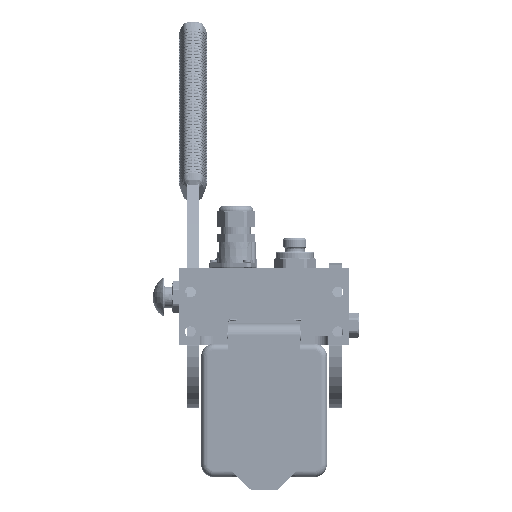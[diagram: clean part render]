
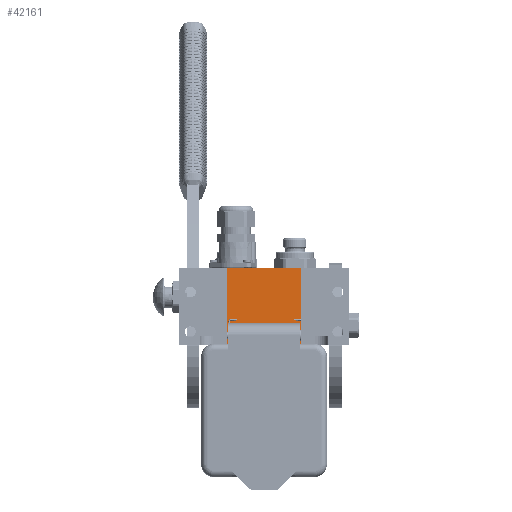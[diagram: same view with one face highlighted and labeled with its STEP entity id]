
A CAD part, left-side view. The second image highlights one B-rep face of the part: STEP entity #42161.
In plain terms, the highlighted face is planar.
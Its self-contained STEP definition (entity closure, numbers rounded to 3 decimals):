
#3550 = DIRECTION ( 'NONE',  ( -1., 0., 0. ) ) ;
#5212 = AXIS2_PLACEMENT_3D ( 'NONE', #144428, #177020, #3550 ) ;
#17344 = CARTESIAN_POINT ( 'NONE',  ( 29., 60.2, -107.5 ) ) ;
#19051 = LINE ( 'NONE', #17344, #88391 ) ;
#19110 = LINE ( 'NONE', #69707, #53828 ) ;
#19908 = CARTESIAN_POINT ( 'NONE',  ( 29., 60.2, -107.5 ) ) ;
#23941 = EDGE_LOOP ( 'NONE', ( #69346, #136754, #27536, #115431 ) ) ;
#27536 = ORIENTED_EDGE ( 'NONE', *, *, #91589, .F. ) ;
#30763 = VERTEX_POINT ( 'NONE', #19908 ) ;
#32082 = EDGE_CURVE ( 'NONE', #38279, #138854, #183139, .T. ) ;
#34786 = PLANE ( 'NONE',  #5212 ) ;
#38279 = VERTEX_POINT ( 'NONE', #139216 ) ;
#42161 = ADVANCED_FACE ( 'NONE', ( #185340 ), #34786, .T. ) ;
#48799 = CARTESIAN_POINT ( 'NONE',  ( 29., 0., -107.5 ) ) ;
#49331 = DIRECTION ( 'NONE',  ( -1., 0., 0. ) ) ;
#53828 = VECTOR ( 'NONE', #132180, 1000. ) ;
#62759 = LINE ( 'NONE', #48799, #204355 ) ;
#69346 = ORIENTED_EDGE ( 'NONE', *, *, #32082, .T. ) ;
#69707 = CARTESIAN_POINT ( 'NONE',  ( 29., 0., -107.5 ) ) ;
#85059 = CARTESIAN_POINT ( 'NONE',  ( 29., 0., -107.5 ) ) ;
#86029 = CARTESIAN_POINT ( 'NONE',  ( -29., 0., -107.5 ) ) ;
#88391 = VECTOR ( 'NONE', #49331, 1000. ) ;
#88891 = EDGE_CURVE ( 'NONE', #205068, #38279, #19110, .T. ) ;
#91589 = EDGE_CURVE ( 'NONE', #205068, #30763, #62759, .T. ) ;
#96200 = CARTESIAN_POINT ( 'NONE',  ( -29., 60.2, -107.5 ) ) ;
#108413 = VECTOR ( 'NONE', #165780, 1000. ) ;
#113027 = EDGE_CURVE ( 'NONE', #30763, #138854, #19051, .T. ) ;
#115431 = ORIENTED_EDGE ( 'NONE', *, *, #88891, .T. ) ;
#132180 = DIRECTION ( 'NONE',  ( -1., 0., 0. ) ) ;
#136754 = ORIENTED_EDGE ( 'NONE', *, *, #113027, .F. ) ;
#138854 = VERTEX_POINT ( 'NONE', #96200 ) ;
#139216 = CARTESIAN_POINT ( 'NONE',  ( -29., 0., -107.5 ) ) ;
#144428 = CARTESIAN_POINT ( 'NONE',  ( 29., 0., -107.5 ) ) ;
#161144 = DIRECTION ( 'NONE',  ( 0., 1., 0. ) ) ;
#165780 = DIRECTION ( 'NONE',  ( 0., 1., 0. ) ) ;
#177020 = DIRECTION ( 'NONE',  ( 0., 0., -1. ) ) ;
#183139 = LINE ( 'NONE', #86029, #108413 ) ;
#185340 = FACE_OUTER_BOUND ( 'NONE', #23941, .T. ) ;
#204355 = VECTOR ( 'NONE', #161144, 1000. ) ;
#205068 = VERTEX_POINT ( 'NONE', #85059 ) ;
